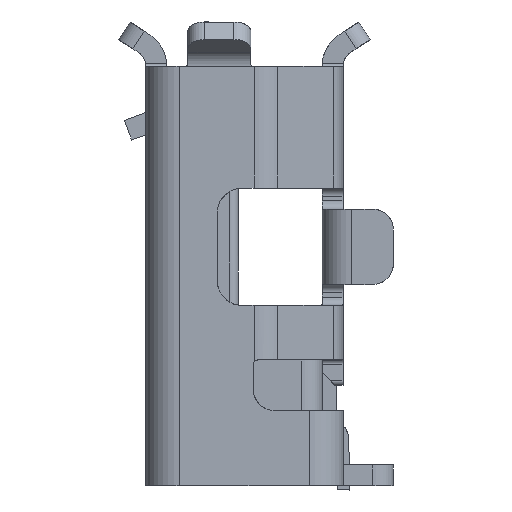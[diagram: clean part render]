
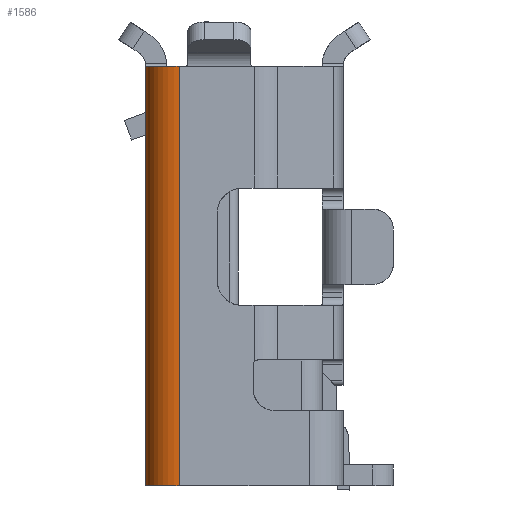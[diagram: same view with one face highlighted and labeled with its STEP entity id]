
A CAD part, left-side view. The second image highlights one B-rep face of the part: STEP entity #1586.
In plain terms, the highlighted cylindrical face has radius 0.4 mm (diameter 0.8 mm), a partial arc.
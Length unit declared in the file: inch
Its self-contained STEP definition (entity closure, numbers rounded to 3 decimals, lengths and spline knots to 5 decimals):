
#601 = CARTESIAN_POINT ( 'NONE',  ( 2.82283, 0.11024, 0.11024 ) ) ;
#1586 = ADVANCED_FACE ( 'NONE', ( #24718 ), #42449, .F. ) ;
#5969 = CARTESIAN_POINT ( 'NONE',  ( 2.82283, 0.09449, 0.20866 ) ) ;
#6342 = EDGE_LOOP ( 'NONE', ( #6598, #10481, #9412, #8810 ) ) ;
#6598 = ORIENTED_EDGE ( 'NONE', *, *, #17678, .T. ) ;
#6658 = AXIS2_PLACEMENT_3D ( 'NONE', #8155, #31425, #11494 ) ;
#6996 = CARTESIAN_POINT ( 'NONE',  ( 2.80709, 0.09449, 0.20866 ) ) ;
#7274 = DIRECTION ( 'NONE',  ( 0., 0., 1. ) ) ;
#8148 = EDGE_CURVE ( 'NONE', #26885, #17645, #21144, .T. ) ;
#8155 = CARTESIAN_POINT ( 'NONE',  ( 2.82283, 0.09449, 0.01181 ) ) ;
#8758 = CARTESIAN_POINT ( 'NONE',  ( 2.80709, 0.09449, 0.11024 ) ) ;
#8810 = ORIENTED_EDGE ( 'NONE', *, *, #22113, .T. ) ;
#9307 = DIRECTION ( 'NONE',  ( -1., 0., 0. ) ) ;
#9412 = ORIENTED_EDGE ( 'NONE', *, *, #27817, .T. ) ;
#9744 = LINE ( 'NONE', #601, #26370 ) ;
#10481 = ORIENTED_EDGE ( 'NONE', *, *, #8148, .T. ) ;
#11367 = VERTEX_POINT ( 'NONE', #35894 ) ;
#11494 = DIRECTION ( 'NONE',  ( -1., 0., 0. ) ) ;
#11514 = CARTESIAN_POINT ( 'NONE',  ( 2.82283, 0.09449, 0.20866 ) ) ;
#14725 = DIRECTION ( 'NONE',  ( 0., 0., -1. ) ) ;
#15290 = DIRECTION ( 'NONE',  ( 0., 0., -1. ) ) ;
#15459 = CARTESIAN_POINT ( 'NONE',  ( 2.80709, 0.09449, 0.01181 ) ) ;
#15817 = VECTOR ( 'NONE', #15290, 39.37008 ) ;
#16897 = AXIS2_PLACEMENT_3D ( 'NONE', #11514, #14725, #38132 ) ;
#17645 = VERTEX_POINT ( 'NONE', #6996 ) ;
#17678 = EDGE_CURVE ( 'NONE', #11367, #26885, #9744, .T. ) ;
#18642 = CIRCLE ( 'NONE', #6658, 0.01575 ) ;
#21144 = CIRCLE ( 'NONE', #28498, 0.01575 ) ;
#22113 = EDGE_CURVE ( 'NONE', #41525, #11367, #18642, .T. ) ;
#23194 = CARTESIAN_POINT ( 'NONE',  ( 2.82283, 0.11024, 0.20866 ) ) ;
#24718 = FACE_OUTER_BOUND ( 'NONE', #6342, .T. ) ;
#26370 = VECTOR ( 'NONE', #7274, 39.37008 ) ;
#26885 = VERTEX_POINT ( 'NONE', #23194 ) ;
#27817 = EDGE_CURVE ( 'NONE', #17645, #41525, #33500, .T. ) ;
#28498 = AXIS2_PLACEMENT_3D ( 'NONE', #5969, #29236, #9307 ) ;
#29236 = DIRECTION ( 'NONE',  ( 0., 0., 1. ) ) ;
#31425 = DIRECTION ( 'NONE',  ( 0., 0., -1. ) ) ;
#33500 = LINE ( 'NONE', #8758, #15817 ) ;
#35894 = CARTESIAN_POINT ( 'NONE',  ( 2.82283, 0.11024, 0.01181 ) ) ;
#38132 = DIRECTION ( 'NONE',  ( -1., 0., 0. ) ) ;
#41525 = VERTEX_POINT ( 'NONE', #15459 ) ;
#42449 = CYLINDRICAL_SURFACE ( 'NONE', #16897, 0.01575 ) ;
